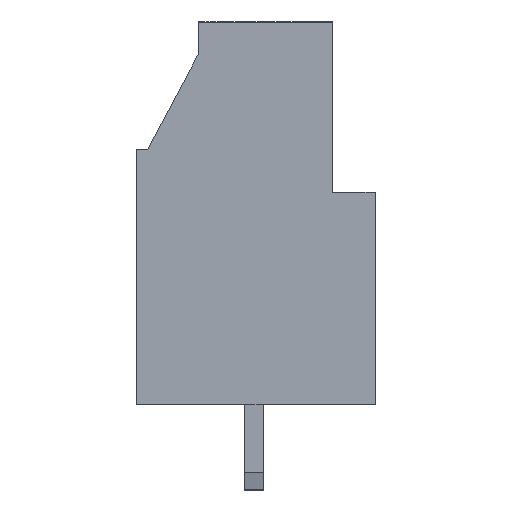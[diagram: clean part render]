
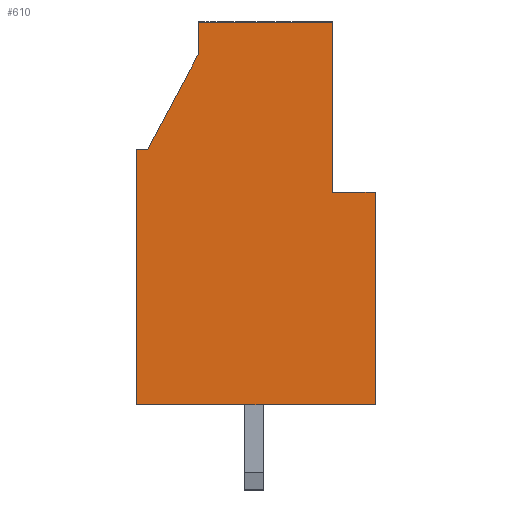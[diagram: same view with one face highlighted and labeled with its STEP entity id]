
A CAD part, front view. The second image highlights one B-rep face of the part: STEP entity #610.
In plain terms, the highlighted planar face has unit normal (0, -1, 0).
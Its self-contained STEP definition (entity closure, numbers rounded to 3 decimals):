
#610 = ADVANCED_FACE( '', ( #1315 ), #1316, .F. );
#1315 = FACE_OUTER_BOUND( '', #2132, .T. );
#1316 = PLANE( '', #2133 );
#2132 = EDGE_LOOP( '', ( #3770, #3771, #3772, #3773, #3774, #3775, #3776, #3777, #3778 ) );
#2133 = AXIS2_PLACEMENT_3D( '', #3779, #3780, #3781 );
#3770 = ORIENTED_EDGE( '', *, *, #4930, .F. );
#3771 = ORIENTED_EDGE( '', *, *, #5406, .F. );
#3772 = ORIENTED_EDGE( '', *, *, #5573, .F. );
#3773 = ORIENTED_EDGE( '', *, *, #5191, .F. );
#3774 = ORIENTED_EDGE( '', *, *, #5475, .F. );
#3775 = ORIENTED_EDGE( '', *, *, #5574, .T. );
#3776 = ORIENTED_EDGE( '', *, *, #5037, .F. );
#3777 = ORIENTED_EDGE( '', *, *, #5468, .T. );
#3778 = ORIENTED_EDGE( '', *, *, #5575, .F. );
#3779 = CARTESIAN_POINT( '', ( 12.134, -2.5, 19.8 ) );
#3780 = DIRECTION( '', ( 0., 1., 0. ) );
#3781 = DIRECTION( '', ( 1., 0., 0. ) );
#4930 = EDGE_CURVE( '', #5870, #5866, #5872, .T. );
#5037 = EDGE_CURVE( '', #6064, #6065, #6066, .T. );
#5191 = EDGE_CURVE( '', #6329, #6331, #6332, .T. );
#5406 = EDGE_CURVE( '', #6674, #5870, #6676, .T. );
#5468 = EDGE_CURVE( '', #6064, #6757, #6759, .T. );
#5475 = EDGE_CURVE( '', #6766, #6329, #6768, .T. );
#5573 = EDGE_CURVE( '', #6331, #6674, #6899, .T. );
#5574 = EDGE_CURVE( '', #6766, #6065, #6900, .T. );
#5575 = EDGE_CURVE( '', #5866, #6757, #6901, .T. );
#5866 = VERTEX_POINT( '', #7242 );
#5870 = VERTEX_POINT( '', #7248 );
#5872 = LINE( '', #7251, #7252 );
#6064 = VERTEX_POINT( '', #7526 );
#6065 = VERTEX_POINT( '', #7527 );
#6066 = LINE( '', #7528, #7529 );
#6329 = VERTEX_POINT( '', #7912 );
#6331 = VERTEX_POINT( '', #7915 );
#6332 = LINE( '', #7916, #7917 );
#6674 = VERTEX_POINT( '', #8425 );
#6676 = LINE( '', #8428, #8429 );
#6757 = VERTEX_POINT( '', #8547 );
#6759 = LINE( '', #8550, #8551 );
#6766 = VERTEX_POINT( '', #8559 );
#6768 = LINE( '', #8562, #8563 );
#6899 = LINE( '', #8765, #8766 );
#6900 = LINE( '', #8767, #8768 );
#6901 = LINE( '', #8769, #8770 );
#7242 = CARTESIAN_POINT( '', ( 9.2, -2.5, 10. ) );
#7248 = CARTESIAN_POINT( '', ( 9.2, -2.5, 18. ) );
#7251 = CARTESIAN_POINT( '', ( 9.2, -2.5, 18. ) );
#7252 = VECTOR( '', #9243, 1000. );
#7526 = CARTESIAN_POINT( '', ( 11.2, -2.5, 0. ) );
#7527 = CARTESIAN_POINT( '', ( 0., -2.5, 0. ) );
#7528 = CARTESIAN_POINT( '', ( 5.35, -2.5, 0. ) );
#7529 = VECTOR( '', #9341, 1000. );
#7912 = CARTESIAN_POINT( '', ( 0.5, -2.5, 12. ) );
#7915 = CARTESIAN_POINT( '', ( 2.9, -2.5, 16.5 ) );
#7916 = CARTESIAN_POINT( '', ( -6.433, -2.5, -1. ) );
#7917 = VECTOR( '', #9481, 1000. );
#8425 = CARTESIAN_POINT( '', ( 2.9, -2.5, 18. ) );
#8428 = CARTESIAN_POINT( '', ( 5.35, -2.5, 18. ) );
#8429 = VECTOR( '', #9673, 1000. );
#8547 = CARTESIAN_POINT( '', ( 11.2, -2.5, 10. ) );
#8550 = CARTESIAN_POINT( '', ( 11.2, -2.5, -1. ) );
#8551 = VECTOR( '', #9727, 1000. );
#8559 = CARTESIAN_POINT( '', ( 0., -2.5, 12. ) );
#8562 = CARTESIAN_POINT( '', ( 5.35, -2.5, 12. ) );
#8563 = VECTOR( '', #9733, 1000. );
#8765 = CARTESIAN_POINT( '', ( 2.9, -2.5, -1. ) );
#8766 = VECTOR( '', #9805, 1000. );
#8767 = CARTESIAN_POINT( '', ( 0., -2.5, -1. ) );
#8768 = VECTOR( '', #9806, 1000. );
#8769 = CARTESIAN_POINT( '', ( 9.038, -2.5, 10. ) );
#8770 = VECTOR( '', #9807, 1000. );
#9243 = DIRECTION( '', ( 0., 0., -1. ) );
#9341 = DIRECTION( '', ( -1., 0., 0. ) );
#9481 = DIRECTION( '', ( 0.471, 0., 0.882 ) );
#9673 = DIRECTION( '', ( 1., 0., 0. ) );
#9727 = DIRECTION( '', ( 0., 0., 1. ) );
#9733 = DIRECTION( '', ( 1., 0., 0. ) );
#9805 = DIRECTION( '', ( 0., 0., 1. ) );
#9806 = DIRECTION( '', ( 0., 0., -1. ) );
#9807 = DIRECTION( '', ( 1., 0., 0. ) );
